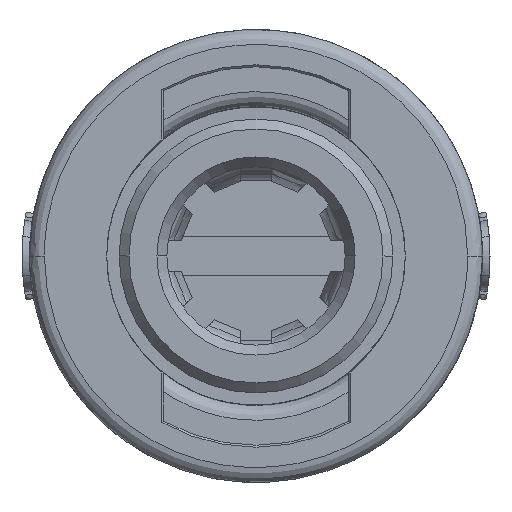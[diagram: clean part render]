
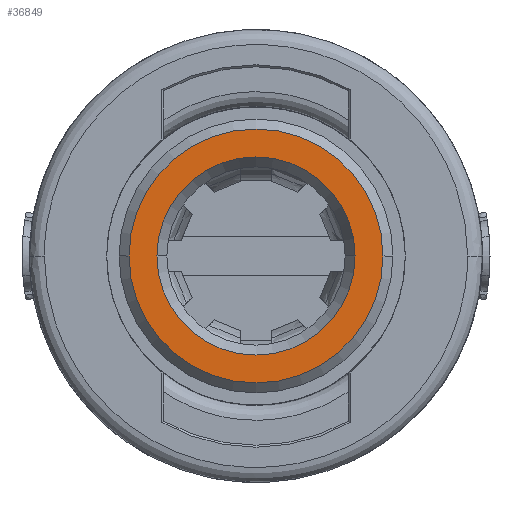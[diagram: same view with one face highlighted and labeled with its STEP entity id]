
A CAD part, left-side view. The second image highlights one B-rep face of the part: STEP entity #36849.
In plain terms, the highlighted face is planar.
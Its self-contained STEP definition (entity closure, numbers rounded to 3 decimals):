
#82 = CARTESIAN_POINT ( 'NONE',  ( 2.947, 0., 0. ) ) ;
#151 = EDGE_CURVE ( 'NONE', #21407, #30902, #726, .T. ) ;
#463 = ORIENTED_EDGE ( 'NONE', *, *, #151, .T. ) ;
#466 = CIRCLE ( 'NONE', #8482, 2.55 ) ;
#726 = CIRCLE ( 'NONE', #8032, 1.99 ) ;
#849 = EDGE_LOOP ( 'NONE', ( #30112, #39381 ) ) ;
#2402 = DIRECTION ( 'NONE',  ( 0., 0., 1. ) ) ;
#2846 = PLANE ( 'NONE',  #33339 ) ;
#3171 = CIRCLE ( 'NONE', #27292, 1.99 ) ;
#3635 = AXIS2_PLACEMENT_3D ( 'NONE', #36235, #14647, #2402 ) ;
#5336 = FACE_BOUND ( 'NONE', #23164, .T. ) ;
#5674 = CARTESIAN_POINT ( 'NONE',  ( 2.947, 0., 0. ) ) ;
#6924 = CARTESIAN_POINT ( 'NONE',  ( 2.947, 0., 1.99 ) ) ;
#8032 = AXIS2_PLACEMENT_3D ( 'NONE', #32936, #8473, #17613 ) ;
#8473 = DIRECTION ( 'NONE',  ( -1., 0., 0. ) ) ;
#8482 = AXIS2_PLACEMENT_3D ( 'NONE', #82, #27629, #21863 ) ;
#9671 = EDGE_CURVE ( 'NONE', #30902, #21407, #3171, .T. ) ;
#11382 = DIRECTION ( 'NONE',  ( -1., 0., 0. ) ) ;
#11516 = CARTESIAN_POINT ( 'NONE',  ( 2.947, 0., 0. ) ) ;
#13123 = CARTESIAN_POINT ( 'NONE',  ( 2.947, 0., 2.55 ) ) ;
#13399 = CARTESIAN_POINT ( 'NONE',  ( 2.947, 0., -2.55 ) ) ;
#14647 = DIRECTION ( 'NONE',  ( -1., 0., 0. ) ) ;
#17538 = CIRCLE ( 'NONE', #3635, 2.55 ) ;
#17613 = DIRECTION ( 'NONE',  ( 0., 0., -1. ) ) ;
#19361 = EDGE_CURVE ( 'NONE', #31846, #21022, #466, .T. ) ;
#20003 = FACE_OUTER_BOUND ( 'NONE', #849, .T. ) ;
#21022 = VERTEX_POINT ( 'NONE', #13123 ) ;
#21407 = VERTEX_POINT ( 'NONE', #6924 ) ;
#21863 = DIRECTION ( 'NONE',  ( 0., 0., 1. ) ) ;
#22301 = ORIENTED_EDGE ( 'NONE', *, *, #9671, .T. ) ;
#23164 = EDGE_LOOP ( 'NONE', ( #22301, #463 ) ) ;
#24598 = DIRECTION ( 'NONE',  ( -1., 0., 0. ) ) ;
#27292 = AXIS2_PLACEMENT_3D ( 'NONE', #11516, #11382, #32862 ) ;
#27629 = DIRECTION ( 'NONE',  ( -1., 0., 0. ) ) ;
#30112 = ORIENTED_EDGE ( 'NONE', *, *, #35719, .F. ) ;
#30192 = CARTESIAN_POINT ( 'NONE',  ( 2.947, 0., -1.99 ) ) ;
#30902 = VERTEX_POINT ( 'NONE', #30192 ) ;
#31846 = VERTEX_POINT ( 'NONE', #13399 ) ;
#32862 = DIRECTION ( 'NONE',  ( 0., 0., -1. ) ) ;
#32936 = CARTESIAN_POINT ( 'NONE',  ( 2.947, 0., 0. ) ) ;
#33339 = AXIS2_PLACEMENT_3D ( 'NONE', #5674, #24598, #33965 ) ;
#33965 = DIRECTION ( 'NONE',  ( 0., 0., 1. ) ) ;
#35719 = EDGE_CURVE ( 'NONE', #21022, #31846, #17538, .T. ) ;
#36235 = CARTESIAN_POINT ( 'NONE',  ( 2.947, 0., 0. ) ) ;
#36849 = ADVANCED_FACE ( 'NONE', ( #5336, #20003 ), #2846, .F. ) ;
#39381 = ORIENTED_EDGE ( 'NONE', *, *, #19361, .F. ) ;
